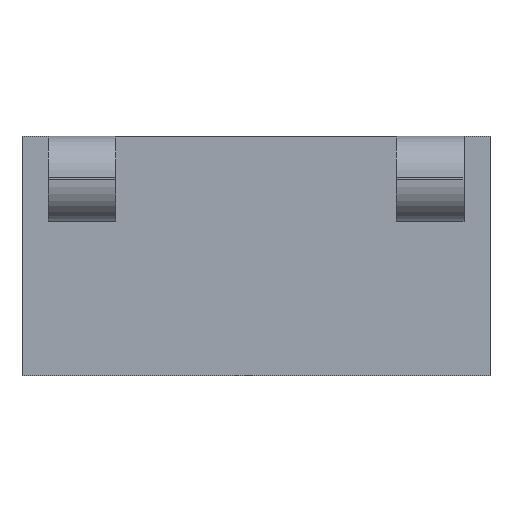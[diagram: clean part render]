
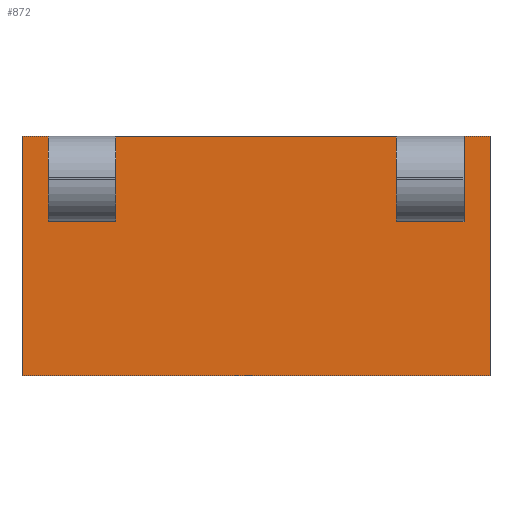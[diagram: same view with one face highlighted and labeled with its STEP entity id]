
A CAD part, top view. The second image highlights one B-rep face of the part: STEP entity #872.
In plain terms, the highlighted planar face has unit normal (0, 0, 1).
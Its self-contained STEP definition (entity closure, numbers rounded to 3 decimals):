
#80=FACE_OUTER_BOUND('',#131,.T.);
#131=EDGE_LOOP('',(#747,#748,#749,#750,#751,#752,#753,#754,#755,#756,#757,
#758));
#191=LINE('',#1277,#299);
#195=LINE('',#1285,#303);
#199=LINE('',#1293,#307);
#204=LINE('',#1308,#312);
#214=LINE('',#1338,#322);
#235=LINE('',#1389,#343);
#237=LINE('',#1392,#345);
#238=LINE('',#1395,#346);
#239=LINE('',#1397,#347);
#240=LINE('',#1398,#348);
#241=LINE('',#1400,#349);
#242=LINE('',#1401,#350);
#299=VECTOR('',#1039,10.);
#303=VECTOR('',#1043,10.);
#307=VECTOR('',#1047,10.);
#312=VECTOR('',#1062,10.);
#322=VECTOR('',#1090,10.);
#343=VECTOR('',#1141,10.);
#345=VECTOR('',#1145,10.);
#346=VECTOR('',#1148,10.);
#347=VECTOR('',#1149,10.);
#348=VECTOR('',#1150,10.);
#349=VECTOR('',#1151,10.);
#350=VECTOR('',#1152,10.);
#391=VERTEX_POINT('',#1274);
#392=VERTEX_POINT('',#1276);
#395=VERTEX_POINT('',#1282);
#396=VERTEX_POINT('',#1284);
#399=VERTEX_POINT('',#1290);
#400=VERTEX_POINT('',#1292);
#405=VERTEX_POINT('',#1306);
#416=VERTEX_POINT('',#1336);
#431=VERTEX_POINT('',#1388);
#432=VERTEX_POINT('',#1394);
#433=VERTEX_POINT('',#1396);
#434=VERTEX_POINT('',#1399);
#487=EDGE_CURVE('',#392,#391,#191,.T.);
#491=EDGE_CURVE('',#396,#395,#195,.T.);
#495=EDGE_CURVE('',#400,#399,#199,.T.);
#503=EDGE_CURVE('',#391,#405,#204,.T.);
#518=EDGE_CURVE('',#399,#416,#214,.T.);
#543=EDGE_CURVE('',#431,#396,#235,.T.);
#545=EDGE_CURVE('',#416,#431,#237,.T.);
#546=EDGE_CURVE('',#395,#432,#238,.T.);
#547=EDGE_CURVE('',#432,#433,#239,.T.);
#548=EDGE_CURVE('',#433,#392,#240,.T.);
#549=EDGE_CURVE('',#405,#434,#241,.T.);
#550=EDGE_CURVE('',#434,#400,#242,.T.);
#747=ORIENTED_EDGE('',*,*,#518,.T.);
#748=ORIENTED_EDGE('',*,*,#545,.T.);
#749=ORIENTED_EDGE('',*,*,#543,.T.);
#750=ORIENTED_EDGE('',*,*,#491,.T.);
#751=ORIENTED_EDGE('',*,*,#546,.T.);
#752=ORIENTED_EDGE('',*,*,#547,.T.);
#753=ORIENTED_EDGE('',*,*,#548,.T.);
#754=ORIENTED_EDGE('',*,*,#487,.T.);
#755=ORIENTED_EDGE('',*,*,#503,.T.);
#756=ORIENTED_EDGE('',*,*,#549,.T.);
#757=ORIENTED_EDGE('',*,*,#550,.T.);
#758=ORIENTED_EDGE('',*,*,#495,.T.);
#828=PLANE('',#942);
#872=ADVANCED_FACE('',(#80),#828,.T.);
#942=AXIS2_PLACEMENT_3D('',#1393,#1146,#1147);
#1039=DIRECTION('',(-1.,0.,0.));
#1043=DIRECTION('',(-1.,0.,0.));
#1047=DIRECTION('',(-1.,0.,0.));
#1062=DIRECTION('',(0.,-1.,0.));
#1090=DIRECTION('',(0.,-1.,0.));
#1141=DIRECTION('',(0.,1.,0.));
#1145=DIRECTION('',(-1.,0.,0.));
#1146=DIRECTION('center_axis',(0.,0.,1.));
#1147=DIRECTION('ref_axis',(1.,0.,0.));
#1148=DIRECTION('',(0.,-1.,0.));
#1149=DIRECTION('',(1.,0.,0.));
#1150=DIRECTION('',(0.,1.,0.));
#1151=DIRECTION('',(-1.,0.,0.));
#1152=DIRECTION('',(0.,1.,0.));
#1274=CARTESIAN_POINT('',(148.5,24.852,20.));
#1276=CARTESIAN_POINT('',(151.,24.852,20.));
#1277=CARTESIAN_POINT('',(151.,24.852,20.));
#1282=CARTESIAN_POINT('',(106.,24.852,20.));
#1284=CARTESIAN_POINT('',(108.5,24.852,20.));
#1285=CARTESIAN_POINT('',(151.,24.852,20.));
#1290=CARTESIAN_POINT('',(115.,24.852,20.));
#1292=CARTESIAN_POINT('',(142.,24.852,20.));
#1293=CARTESIAN_POINT('',(151.,24.852,20.));
#1306=CARTESIAN_POINT('',(148.5,16.652,20.));
#1308=CARTESIAN_POINT('',(148.5,15.002,20.));
#1336=CARTESIAN_POINT('',(115.,16.652,20.));
#1338=CARTESIAN_POINT('',(115.,15.002,20.));
#1388=CARTESIAN_POINT('',(108.5,16.652,20.));
#1389=CARTESIAN_POINT('',(108.5,19.102,20.));
#1392=CARTESIAN_POINT('',(118.5,16.652,20.));
#1393=CARTESIAN_POINT('Origin',(128.5,13.352,20.));
#1394=CARTESIAN_POINT('',(106.,1.852,20.));
#1395=CARTESIAN_POINT('',(106.,1.852,20.));
#1396=CARTESIAN_POINT('',(151.,1.852,20.));
#1397=CARTESIAN_POINT('',(106.,1.852,20.));
#1398=CARTESIAN_POINT('',(151.,1.852,20.));
#1399=CARTESIAN_POINT('',(142.,16.652,20.));
#1400=CARTESIAN_POINT('',(135.25,16.652,20.));
#1401=CARTESIAN_POINT('',(142.,19.102,20.));
